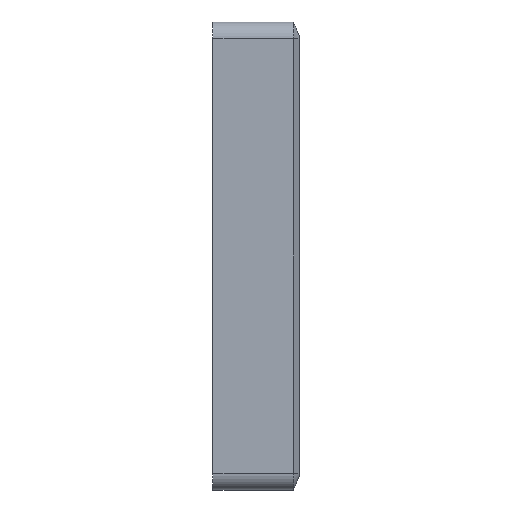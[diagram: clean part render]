
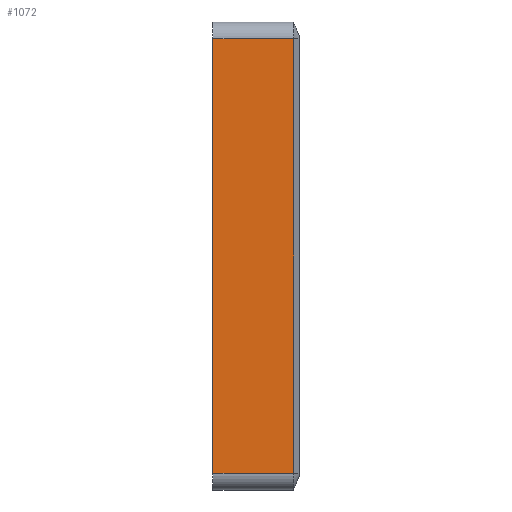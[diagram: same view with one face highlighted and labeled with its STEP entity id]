
A CAD part, left-side view. The second image highlights one B-rep face of the part: STEP entity #1072.
In plain terms, the highlighted planar face has unit normal (-1, 0, 0).
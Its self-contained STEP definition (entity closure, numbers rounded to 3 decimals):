
#160 = CARTESIAN_POINT ( 'NONE',  ( -133.5, 31., -84.2 ) ) ;
#196 = ORIENTED_EDGE ( 'NONE', *, *, #820, .F. ) ;
#223 = VECTOR ( 'NONE', #1685, 1000. ) ;
#327 = ORIENTED_EDGE ( 'NONE', *, *, #418, .T. ) ;
#332 = CARTESIAN_POINT ( 'NONE',  ( -133.5, 31., -78.2 ) ) ;
#361 = CARTESIAN_POINT ( 'NONE',  ( -133.5, 31., -84.2 ) ) ;
#418 = EDGE_CURVE ( 'NONE', #1712, #453, #1137, .T. ) ;
#419 = CARTESIAN_POINT ( 'NONE',  ( -133.5, 31., 78.2 ) ) ;
#453 = VERTEX_POINT ( 'NONE', #1890 ) ;
#510 = DIRECTION ( 'NONE',  ( 0., -1., 0. ) ) ;
#515 = PLANE ( 'NONE',  #518 ) ;
#518 = AXIS2_PLACEMENT_3D ( 'NONE', #361, #1465, #1323 ) ;
#603 = VECTOR ( 'NONE', #965, 1000. ) ;
#618 = CARTESIAN_POINT ( 'NONE',  ( -133.5, 31., 78.2 ) ) ;
#820 = EDGE_CURVE ( 'NONE', #1496, #846, #1514, .T. ) ;
#846 = VERTEX_POINT ( 'NONE', #618 ) ;
#921 = VECTOR ( 'NONE', #510, 1000. ) ;
#965 = DIRECTION ( 'NONE',  ( 0., 0., 1. ) ) ;
#1072 = ADVANCED_FACE ( 'NONE', ( #1105 ), #515, .F. ) ;
#1088 = VECTOR ( 'NONE', #1554, 1000. ) ;
#1105 = FACE_OUTER_BOUND ( 'NONE', #1906, .T. ) ;
#1131 = ORIENTED_EDGE ( 'NONE', *, *, #1654, .T. ) ;
#1137 = LINE ( 'NONE', #1733, #603 ) ;
#1259 = LINE ( 'NONE', #1609, #921 ) ;
#1323 = DIRECTION ( 'NONE',  ( 0., 0., -1. ) ) ;
#1431 = LINE ( 'NONE', #419, #223 ) ;
#1432 = ORIENTED_EDGE ( 'NONE', *, *, #1861, .T. ) ;
#1465 = DIRECTION ( 'NONE',  ( 1., 0., 0. ) ) ;
#1493 = CARTESIAN_POINT ( 'NONE',  ( -133.5, 2., -78.2 ) ) ;
#1496 = VERTEX_POINT ( 'NONE', #332 ) ;
#1514 = LINE ( 'NONE', #160, #1088 ) ;
#1554 = DIRECTION ( 'NONE',  ( 0., 0., 1. ) ) ;
#1609 = CARTESIAN_POINT ( 'NONE',  ( -133.5, 31., -78.2 ) ) ;
#1654 = EDGE_CURVE ( 'NONE', #1496, #1712, #1259, .T. ) ;
#1685 = DIRECTION ( 'NONE',  ( 0., 1., 0. ) ) ;
#1712 = VERTEX_POINT ( 'NONE', #1493 ) ;
#1733 = CARTESIAN_POINT ( 'NONE',  ( -133.5, 2., -84.2 ) ) ;
#1861 = EDGE_CURVE ( 'NONE', #453, #846, #1431, .T. ) ;
#1890 = CARTESIAN_POINT ( 'NONE',  ( -133.5, 2., 78.2 ) ) ;
#1906 = EDGE_LOOP ( 'NONE', ( #1131, #327, #1432, #196 ) ) ;
